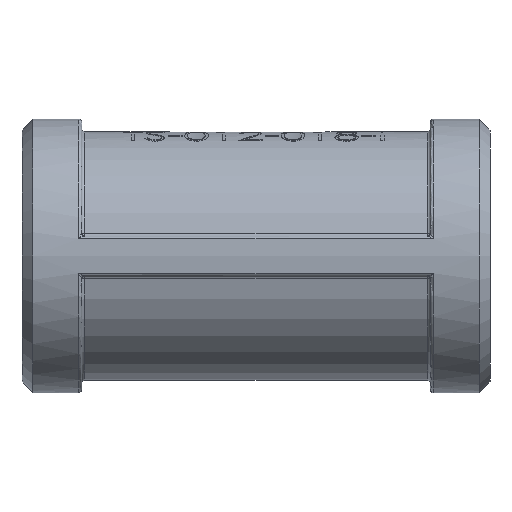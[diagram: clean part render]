
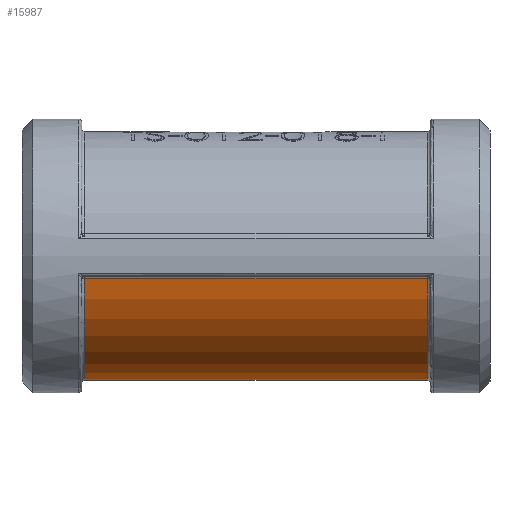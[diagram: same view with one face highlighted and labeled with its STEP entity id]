
A CAD part, front view. The second image highlights one B-rep face of the part: STEP entity #15987.
In plain terms, the highlighted cylindrical face has radius 12.5 mm (diameter 25 mm), a partial arc.
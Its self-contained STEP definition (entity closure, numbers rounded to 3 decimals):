
#198 = CARTESIAN_POINT ( 'NONE',  ( 8.823, 12.039, -3.654 ) ) ;
#201 = CARTESIAN_POINT ( 'NONE',  ( 0., 12.297, -2.246 ) ) ;
#205 = CARTESIAN_POINT ( 'NONE',  ( 0., 9.717, -7.863 ) ) ;
#207 = DIRECTION ( 'NONE',  ( -1., 0., 0. ) ) ;
#221 = CARTESIAN_POINT ( 'NONE',  ( 9.344, 12.297, -2.246 ) ) ;
#222 = CARTESIAN_POINT ( 'NONE',  ( 3.679, 10.05, -7.469 ) ) ;
#223 = CARTESIAN_POINT ( 'NONE',  ( 1.233, 9.717, -7.863 ) ) ;
#227 = CARTESIAN_POINT ( 'NONE',  ( 7.173, 11.232, -5.706 ) ) ;
#239 = LINE ( 'NONE', #201, #9358 ) ;
#242 = DIRECTION ( 'NONE',  ( 0., 0., -1. ) ) ;
#262 = CARTESIAN_POINT ( 'NONE',  ( 17.2, 0., 0. ) ) ;
#272 = DIRECTION ( 'NONE',  ( 1., 0., 0. ) ) ;
#384 = LINE ( 'NONE', #452, #8824 ) ;
#438 = DIRECTION ( 'NONE',  ( 1., 0., 0. ) ) ;
#452 = CARTESIAN_POINT ( 'NONE',  ( 0., -12.297, -2.246 ) ) ;
#504 = CARTESIAN_POINT ( 'NONE',  ( -17.2, 0., 0. ) ) ;
#509 = DIRECTION ( 'NONE',  ( 0., 0., -1. ) ) ;
#539 = DIRECTION ( 'NONE',  ( -1., 0., 0. ) ) ;
#552 = LINE ( 'NONE', #603, #9126 ) ;
#603 = CARTESIAN_POINT ( 'NONE',  ( 0., 12.297, -2.246 ) ) ;
#605 = DIRECTION ( 'NONE',  ( -1., 0., 0. ) ) ;
#4232 = CARTESIAN_POINT ( 'NONE',  ( -9.344, 12.297, -2.246 ) ) ;
#4250 = CARTESIAN_POINT ( 'NONE',  ( -17.2, 12.297, -2.246 ) ) ;
#4277 = CARTESIAN_POINT ( 'NONE',  ( 0., 9.717, -7.863 ) ) ;
#4293 = CARTESIAN_POINT ( 'NONE',  ( 17.2, 12.297, -2.246 ) ) ;
#4328 = CARTESIAN_POINT ( 'NONE',  ( 9.344, 12.297, -2.246 ) ) ;
#4330 = CARTESIAN_POINT ( 'NONE',  ( -17.2, -12.297, -2.246 ) ) ;
#4335 = CARTESIAN_POINT ( 'NONE',  ( 17.2, -12.297, -2.246 ) ) ;
#8824 = VECTOR ( 'NONE', #438, 1000. ) ;
#8870 = AXIS2_PLACEMENT_3D ( 'NONE', #504, #539, #509 ) ;
#8889 = CIRCLE ( 'NONE', #8870, 12.5 ) ;
#9126 = VECTOR ( 'NONE', #605, 1000. ) ;
#9288 = AXIS2_PLACEMENT_3D ( 'NONE', #262, #272, #242 ) ;
#9358 = VECTOR ( 'NONE', #207, 1000. ) ;
#9360 = CIRCLE ( 'NONE', #9288, 12.5 ) ;
#11413 = B_SPLINE_CURVE_WITH_KNOTS ( 'NONE', 3,
 ( #221, #198, #227, #222, #223, #205 ),
 .UNSPECIFIED., .F., .F.,
 ( 4, 1, 1, 4 ),
 ( 0., 0.429, 0.714, 1. ),
 .UNSPECIFIED. ) ;
#11499 = B_SPLINE_CURVE_WITH_KNOTS ( 'NONE', 3,
 ( #16627, #16654, #16651, #16655, #16666, #16653 ),
 .UNSPECIFIED., .F., .F.,
 ( 4, 1, 1, 4 ),
 ( 0., 0.286, 0.429, 1. ),
 .UNSPECIFIED. ) ;
#15595 = FACE_OUTER_BOUND ( 'NONE', #21766, .T. ) ;
#15641 = CARTESIAN_POINT ( 'NONE',  ( 0., 0., 0. ) ) ;
#15644 = CYLINDRICAL_SURFACE ( 'NONE', #23522, 12.5 ) ;
#15645 = DIRECTION ( 'NONE',  ( 1., 0., 0. ) ) ;
#15651 = DIRECTION ( 'NONE',  ( 0., -1., 0. ) ) ;
#15987 = ADVANCED_FACE ( 'NONE', ( #15595 ), #15644, .T. ) ;
#16037 = EDGE_CURVE ( 'NONE', #23297, #23337, #384, .T. ) ;
#16047 = EDGE_CURVE ( 'NONE', #23280, #23297, #8889, .T. ) ;
#16060 = EDGE_CURVE ( 'NONE', #23275, #23318, #552, .T. ) ;
#16088 = EDGE_CURVE ( 'NONE', #23252, #23280, #239, .T. ) ;
#16090 = EDGE_CURVE ( 'NONE', #23318, #23277, #11413, .T. ) ;
#16096 = EDGE_CURVE ( 'NONE', #23337, #23275, #9360, .T. ) ;
#16124 = EDGE_CURVE ( 'NONE', #23277, #23252, #11499, .T. ) ;
#16627 = CARTESIAN_POINT ( 'NONE',  ( 0., 9.717, -7.863 ) ) ;
#16651 = CARTESIAN_POINT ( 'NONE',  ( -3.07, 9.962, -7.569 ) ) ;
#16653 = CARTESIAN_POINT ( 'NONE',  ( -9.344, 12.297, -2.246 ) ) ;
#16654 = CARTESIAN_POINT ( 'NONE',  ( -1.233, 9.717, -7.863 ) ) ;
#16655 = CARTESIAN_POINT ( 'NONE',  ( -6.752, 11.007, -6.071 ) ) ;
#16666 = CARTESIAN_POINT ( 'NONE',  ( -8.65, 11.954, -4.123 ) ) ;
#21766 = EDGE_LOOP ( 'NONE', ( #22972, #22954, #22973, #22950, #22944, #22939, #22959 ) ) ;
#22939 = ORIENTED_EDGE ( 'NONE', *, *, #16090, .F. ) ;
#22944 = ORIENTED_EDGE ( 'NONE', *, *, #16124, .F. ) ;
#22950 = ORIENTED_EDGE ( 'NONE', *, *, #16088, .F. ) ;
#22954 = ORIENTED_EDGE ( 'NONE', *, *, #16037, .F. ) ;
#22959 = ORIENTED_EDGE ( 'NONE', *, *, #16060, .F. ) ;
#22972 = ORIENTED_EDGE ( 'NONE', *, *, #16096, .F. ) ;
#22973 = ORIENTED_EDGE ( 'NONE', *, *, #16047, .F. ) ;
#23252 = VERTEX_POINT ( 'NONE', #4232 ) ;
#23275 = VERTEX_POINT ( 'NONE', #4293 ) ;
#23277 = VERTEX_POINT ( 'NONE', #4277 ) ;
#23280 = VERTEX_POINT ( 'NONE', #4250 ) ;
#23297 = VERTEX_POINT ( 'NONE', #4330 ) ;
#23318 = VERTEX_POINT ( 'NONE', #4328 ) ;
#23337 = VERTEX_POINT ( 'NONE', #4335 ) ;
#23522 = AXIS2_PLACEMENT_3D ( 'NONE', #15641, #15645, #15651 ) ;
